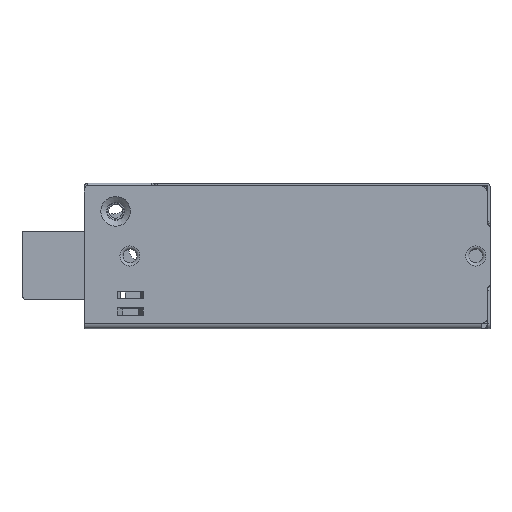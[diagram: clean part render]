
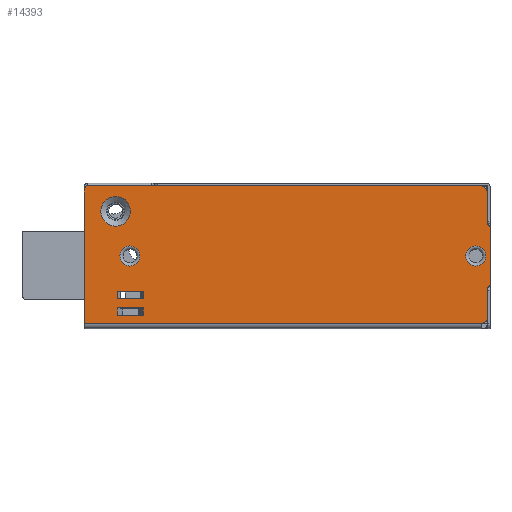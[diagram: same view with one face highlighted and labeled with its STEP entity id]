
A CAD part, front view. The second image highlights one B-rep face of the part: STEP entity #14393.
In plain terms, the highlighted planar face has unit normal (0, -1, 0).
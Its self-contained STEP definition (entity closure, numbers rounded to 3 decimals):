
#363=FACE_BOUND('',#4622,.T.);
#364=FACE_BOUND('',#4623,.T.);
#365=FACE_BOUND('',#4624,.T.);
#366=FACE_BOUND('',#4625,.T.);
#367=FACE_BOUND('',#4626,.T.);
#798=LINE('',#22636,#1935);
#807=LINE('',#22654,#1944);
#838=LINE('',#22729,#1975);
#844=LINE('',#22744,#1981);
#847=LINE('',#22752,#1984);
#868=LINE('',#22816,#2005);
#871=LINE('',#22824,#2008);
#875=LINE('',#22833,#2012);
#876=LINE('',#22837,#2013);
#877=LINE('',#22841,#2014);
#878=LINE('',#22842,#2015);
#879=LINE('',#22845,#2016);
#880=LINE('',#22847,#2017);
#881=LINE('',#22849,#2018);
#882=LINE('',#22850,#2019);
#1935=VECTOR('',#16657,1.);
#1944=VECTOR('',#16670,1.);
#1975=VECTOR('',#16723,1.);
#1981=VECTOR('',#16737,1.);
#1984=VECTOR('',#16746,1.);
#2005=VECTOR('',#16797,1.);
#2008=VECTOR('',#16806,1.);
#2012=VECTOR('',#16814,1.);
#2013=VECTOR('',#16817,1.);
#2014=VECTOR('',#16822,1.);
#2015=VECTOR('',#16823,1.);
#2016=VECTOR('',#16824,1.);
#2017=VECTOR('',#16825,1.);
#2018=VECTOR('',#16826,1.);
#2019=VECTOR('',#16827,1.);
#3018=CIRCLE('',#15165,0.5);
#3020=CIRCLE('',#15169,1.);
#3032=CIRCLE('',#15187,1.5);
#3034=CIRCLE('',#15191,0.5);
#3035=CIRCLE('',#15192,1.5);
#3036=CIRCLE('',#15193,1.925);
#3037=CIRCLE('',#15194,2.85);
#3038=CIRCLE('',#15195,1.925);
#3866=FACE_OUTER_BOUND('',#4621,.T.);
#4621=EDGE_LOOP('',(#10039,#10040,#10041,#10042,#10043,#10044,#10045,#10046,
#10047,#10048,#10049,#10050));
#4622=EDGE_LOOP('',(#10051));
#4623=EDGE_LOOP('',(#10052,#10053,#10054,#10055));
#4624=EDGE_LOOP('',(#10056,#10057,#10058,#10059));
#4625=EDGE_LOOP('',(#10060));
#4626=EDGE_LOOP('',(#10061));
#6280=VERTEX_POINT('',#22633);
#6281=VERTEX_POINT('',#22635);
#6287=VERTEX_POINT('',#22651);
#6288=VERTEX_POINT('',#22653);
#6320=VERTEX_POINT('',#22726);
#6321=VERTEX_POINT('',#22728);
#6322=VERTEX_POINT('',#22732);
#6324=VERTEX_POINT('',#22737);
#6327=VERTEX_POINT('',#22746);
#6328=VERTEX_POINT('',#22751);
#6355=VERTEX_POINT('',#22813);
#6356=VERTEX_POINT('',#22815);
#6357=VERTEX_POINT('',#22819);
#6358=VERTEX_POINT('',#22823);
#6362=VERTEX_POINT('',#22834);
#6363=VERTEX_POINT('',#22836);
#6364=VERTEX_POINT('',#22839);
#6365=VERTEX_POINT('',#22843);
#6366=VERTEX_POINT('',#22844);
#6367=VERTEX_POINT('',#22846);
#6368=VERTEX_POINT('',#22848);
#6369=VERTEX_POINT('',#22851);
#6370=VERTEX_POINT('',#22853);
#7702=EDGE_CURVE('',#6280,#6281,#798,.T.);
#7711=EDGE_CURVE('',#6287,#6288,#807,.T.);
#7750=EDGE_CURVE('',#6320,#6321,#838,.T.);
#7752=EDGE_CURVE('',#6322,#6321,#3018,.T.);
#7758=EDGE_CURVE('',#6322,#6324,#844,.T.);
#7761=EDGE_CURVE('',#6327,#6324,#3020,.T.);
#7762=EDGE_CURVE('',#6327,#6328,#847,.T.);
#7794=EDGE_CURVE('',#6355,#6356,#868,.T.);
#7797=EDGE_CURVE('',#6357,#6356,#3032,.T.);
#7798=EDGE_CURVE('',#6357,#6358,#871,.T.);
#7803=EDGE_CURVE('',#6328,#6355,#875,.T.);
#7804=EDGE_CURVE('',#6320,#6362,#3034,.T.);
#7805=EDGE_CURVE('',#6363,#6362,#876,.T.);
#7806=EDGE_CURVE('',#6363,#6358,#3035,.T.);
#7807=EDGE_CURVE('',#6364,#6364,#3036,.T.);
#7808=EDGE_CURVE('',#6287,#6281,#877,.T.);
#7809=EDGE_CURVE('',#6280,#6288,#878,.T.);
#7810=EDGE_CURVE('',#6365,#6366,#879,.T.);
#7811=EDGE_CURVE('',#6365,#6367,#880,.T.);
#7812=EDGE_CURVE('',#6368,#6367,#881,.T.);
#7813=EDGE_CURVE('',#6368,#6366,#882,.T.);
#7814=EDGE_CURVE('',#6369,#6369,#3037,.T.);
#7815=EDGE_CURVE('',#6370,#6370,#3038,.T.);
#10039=ORIENTED_EDGE('',*,*,#7803,.F.);
#10040=ORIENTED_EDGE('',*,*,#7762,.F.);
#10041=ORIENTED_EDGE('',*,*,#7761,.T.);
#10042=ORIENTED_EDGE('',*,*,#7758,.F.);
#10043=ORIENTED_EDGE('',*,*,#7752,.T.);
#10044=ORIENTED_EDGE('',*,*,#7750,.F.);
#10045=ORIENTED_EDGE('',*,*,#7804,.T.);
#10046=ORIENTED_EDGE('',*,*,#7805,.F.);
#10047=ORIENTED_EDGE('',*,*,#7806,.T.);
#10048=ORIENTED_EDGE('',*,*,#7798,.F.);
#10049=ORIENTED_EDGE('',*,*,#7797,.T.);
#10050=ORIENTED_EDGE('',*,*,#7794,.F.);
#10051=ORIENTED_EDGE('',*,*,#7807,.T.);
#10052=ORIENTED_EDGE('',*,*,#7711,.F.);
#10053=ORIENTED_EDGE('',*,*,#7808,.T.);
#10054=ORIENTED_EDGE('',*,*,#7702,.F.);
#10055=ORIENTED_EDGE('',*,*,#7809,.T.);
#10056=ORIENTED_EDGE('',*,*,#7810,.F.);
#10057=ORIENTED_EDGE('',*,*,#7811,.T.);
#10058=ORIENTED_EDGE('',*,*,#7812,.F.);
#10059=ORIENTED_EDGE('',*,*,#7813,.T.);
#10060=ORIENTED_EDGE('',*,*,#7814,.T.);
#10061=ORIENTED_EDGE('',*,*,#7815,.T.);
#13881=PLANE('',#15190);
#14393=ADVANCED_FACE('',(#3866,#363,#364,#365,#366,#367),#13881,.T.);
#15165=AXIS2_PLACEMENT_3D('',#22733,#16727,#16728);
#15169=AXIS2_PLACEMENT_3D('',#22749,#16742,#16743);
#15187=AXIS2_PLACEMENT_3D('',#22821,#16802,#16803);
#15190=AXIS2_PLACEMENT_3D('',#22832,#16812,#16813);
#15191=AXIS2_PLACEMENT_3D('',#22835,#16815,#16816);
#15192=AXIS2_PLACEMENT_3D('',#22838,#16818,#16819);
#15193=AXIS2_PLACEMENT_3D('',#22840,#16820,#16821);
#15194=AXIS2_PLACEMENT_3D('',#22852,#16828,#16829);
#15195=AXIS2_PLACEMENT_3D('',#22854,#16830,#16831);
#16657=DIRECTION('',(0.,0.,1.));
#16670=DIRECTION('',(0.,0.,-1.));
#16723=DIRECTION('',(0.,0.,-1.));
#16727=DIRECTION('center_axis',(0.,-1.,0.));
#16728=DIRECTION('ref_axis',(0.,0.,-1.));
#16737=DIRECTION('',(0.,0.,-1.));
#16742=DIRECTION('center_axis',(0.,-1.,0.));
#16743=DIRECTION('ref_axis',(0.,0.,-1.));
#16746=DIRECTION('',(-1.,0.,0.));
#16797=DIRECTION('',(0.,0.,1.));
#16802=DIRECTION('center_axis',(0.,-1.,0.));
#16803=DIRECTION('ref_axis',(-0.745,0.,0.667));
#16806=DIRECTION('',(1.,0.,0.));
#16812=DIRECTION('center_axis',(0.,-1.,0.));
#16813=DIRECTION('ref_axis',(-1.,0.,0.));
#16814=DIRECTION('',(-1.,0.,0.));
#16815=DIRECTION('center_axis',(0.,-1.,0.));
#16816=DIRECTION('ref_axis',(1.,0.,0.));
#16817=DIRECTION('',(0.,0.,-1.));
#16818=DIRECTION('center_axis',(0.,-1.,0.));
#16819=DIRECTION('ref_axis',(1.,0.,0.));
#16820=DIRECTION('center_axis',(0.,1.,0.));
#16821=DIRECTION('ref_axis',(0.,0.,1.));
#16822=DIRECTION('',(1.,0.,0.));
#16823=DIRECTION('',(-1.,0.,0.));
#16824=DIRECTION('',(0.,0.,1.));
#16825=DIRECTION('',(-1.,0.,0.));
#16826=DIRECTION('',(0.,0.,-1.));
#16827=DIRECTION('',(1.,0.,0.));
#16828=DIRECTION('center_axis',(0.,1.,0.));
#16829=DIRECTION('ref_axis',(1.,0.,0.));
#16830=DIRECTION('center_axis',(0.,1.,0.));
#16831=DIRECTION('ref_axis',(0.,0.,1.));
#22633=CARTESIAN_POINT('',(12.36,44.812,-26.38));
#22635=CARTESIAN_POINT('',(12.36,44.812,-24.98));
#22636=CARTESIAN_POINT('',(12.36,44.812,-26.38));
#22651=CARTESIAN_POINT('',(7.36,44.812,-24.98));
#22653=CARTESIAN_POINT('',(7.36,44.812,-26.38));
#22654=CARTESIAN_POINT('',(7.36,44.812,-24.98));
#22726=CARTESIAN_POINT('',(79.01,44.812,-9.5));
#22728=CARTESIAN_POINT('',(79.01,44.812,-20.5));
#22729=CARTESIAN_POINT('',(79.01,44.812,-9.5));
#22732=CARTESIAN_POINT('',(78.51,44.812,-21.));
#22733=CARTESIAN_POINT('Origin',(78.51,44.812,-20.5));
#22737=CARTESIAN_POINT('',(78.51,44.812,-26.9));
#22744=CARTESIAN_POINT('',(78.51,44.812,-21.));
#22746=CARTESIAN_POINT('',(77.51,44.812,-27.9));
#22749=CARTESIAN_POINT('Origin',(77.51,44.812,-26.9));
#22751=CARTESIAN_POINT('',(77.41,44.812,-27.9));
#22752=CARTESIAN_POINT('',(77.51,44.812,-27.9));
#22813=CARTESIAN_POINT('',(1.01,44.812,-27.9));
#22815=CARTESIAN_POINT('',(1.01,44.812,-2.5));
#22816=CARTESIAN_POINT('',(1.01,44.812,-27.9));
#22819=CARTESIAN_POINT('',(1.392,44.812,-1.5));
#22821=CARTESIAN_POINT('Origin',(2.51,44.812,-2.5));
#22823=CARTESIAN_POINT('',(77.01,44.812,-1.5));
#22824=CARTESIAN_POINT('',(1.392,44.812,-1.5));
#22832=CARTESIAN_POINT('Origin',(59.096,44.812,-77.942));
#22833=CARTESIAN_POINT('',(77.41,44.812,-27.9));
#22834=CARTESIAN_POINT('',(78.51,44.812,-9.));
#22835=CARTESIAN_POINT('Origin',(78.51,44.812,-9.5));
#22836=CARTESIAN_POINT('',(78.51,44.812,-3.));
#22837=CARTESIAN_POINT('',(78.51,44.812,-3.));
#22838=CARTESIAN_POINT('Origin',(77.01,44.812,-3.));
#22839=CARTESIAN_POINT('',(9.76,44.812,-16.925));
#22840=CARTESIAN_POINT('Origin',(9.76,44.812,-15.));
#22841=CARTESIAN_POINT('',(7.36,44.812,-24.98));
#22842=CARTESIAN_POINT('',(12.36,44.812,-26.38));
#22843=CARTESIAN_POINT('',(12.36,44.812,-23.2));
#22844=CARTESIAN_POINT('',(12.36,44.812,-21.8));
#22845=CARTESIAN_POINT('',(12.36,44.812,-23.2));
#22846=CARTESIAN_POINT('',(7.36,44.812,-23.2));
#22847=CARTESIAN_POINT('',(12.36,44.812,-23.2));
#22848=CARTESIAN_POINT('',(7.36,44.812,-21.8));
#22849=CARTESIAN_POINT('',(7.36,44.812,-21.8));
#22850=CARTESIAN_POINT('',(7.36,44.812,-21.8));
#22851=CARTESIAN_POINT('',(9.86,44.812,-6.41));
#22852=CARTESIAN_POINT('Origin',(7.01,44.812,-6.41));
#22853=CARTESIAN_POINT('',(76.26,44.812,-16.925));
#22854=CARTESIAN_POINT('Origin',(76.26,44.812,-15.));
